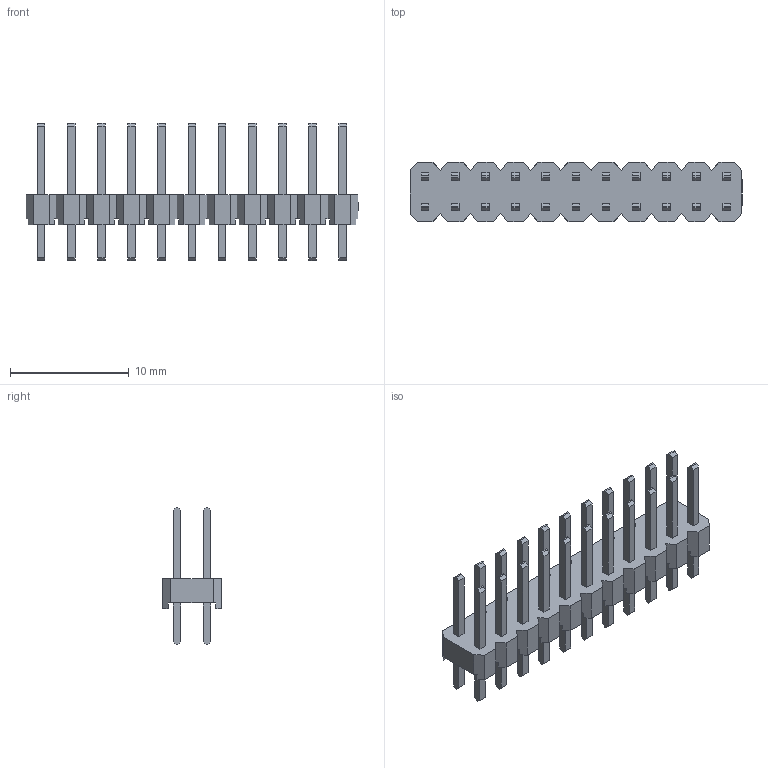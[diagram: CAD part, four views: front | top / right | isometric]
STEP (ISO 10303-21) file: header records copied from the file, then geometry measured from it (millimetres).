
FILE_DESCRIPTION(/* description */ ('Designed by EasyEDA Pro'),/* implementation_level */ '2;1');
FILE_NAME(/* name */ 'PZ_2.54_2X11P_LH.step',/* time_stamp */ '2025-03-27T13:41:08+08:00',/* author */ (''),/* organization */ (''),/* preprocessor_version */ 'ST-DEVELOPER v20.1',/* originating_system */ 'Autodesk Translation Framework v14.4.0.0',/* authorisation */ '');
FILE_SCHEMA (('AUTOMOTIVE_DESIGN { 1 0 10303 214 3 1 1 }'));
Length unit declared in the file: millimetre
Products named in the file (3): bIDV-PCBModel; bIDV-Board; bIDV-H1-HDR-TH_22P-P2.54-V-M-R2-C11-S2.54
Assembly tree (2 placements, depth 2):
  bIDV-PCBModel
    bIDV-Board
    bIDV-H1-HDR-TH_22P-P2.54-V-M-R2-C11-S2.54
Bounding box: 27.95 x 5 x 11.54 mm (x, y, z)
Volume: 359.7 mm3; surface area: 994.5 mm2
Topology: 1 solids, 1 shells, 706 faces, 1902 edges, 1268 vertices
Faces by surface type: plane 592, bspline 114
Entity records: 23643 total; most frequent: CARTESIAN_POINT 5973, ORIENTED_EDGE 3804, DIRECTION 3040, EDGE_CURVE 1902, LINE 1674, VECTOR 1674, VERTEX_POINT 1268, EDGE_LOOP 776
